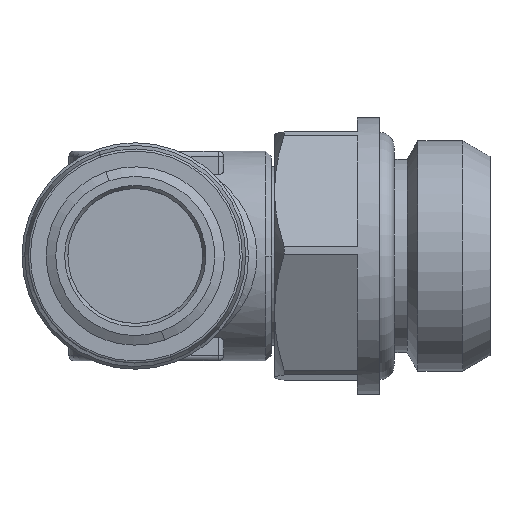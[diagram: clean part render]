
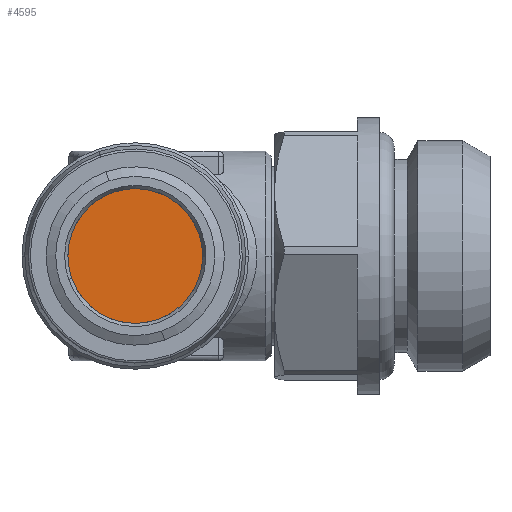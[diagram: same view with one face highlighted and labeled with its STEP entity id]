
A CAD part, left-side view. The second image highlights one B-rep face of the part: STEP entity #4595.
In plain terms, the highlighted planar face has unit normal (-1, 0, 0).
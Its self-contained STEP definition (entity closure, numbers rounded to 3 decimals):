
#185 = AXIS2_PLACEMENT_3D ( 'NONE', #6126, #6127, #6128 ) ;
#187 = AXIS2_PLACEMENT_3D ( 'NONE', #6135, #6136, #6137 ) ;
#194 = AXIS2_PLACEMENT_3D ( 'NONE', #6174, #6175, #6176 ) ;
#1466 = EDGE_CURVE ( 'NONE', #3469, #3470, #1899, .T. ) ;
#1540 = EDGE_CURVE ( 'NONE', #3523, #3400, #4959, .T. ) ;
#1541 = EDGE_CURVE ( 'NONE', #3403, #3416, #4953, .T. ) ;
#1542 = EDGE_CURVE ( 'NONE', #3380, #3523, #4961, .T. ) ;
#1543 = EDGE_CURVE ( 'NONE', #3470, #3469, #4963, .T. ) ;
#1544 = EDGE_CURVE ( 'NONE', #3532, #3530, #4965, .T. ) ;
#1545 = EDGE_CURVE ( 'NONE', #3532, #3399, #4960, .T. ) ;
#1546 = EDGE_CURVE ( 'NONE', #3398, #3527, #4966, .T. ) ;
#1547 = EDGE_CURVE ( 'NONE', #3527, #3530, #4969, .T. ) ;
#1653 = AXIS2_PLACEMENT_3D ( 'NONE', #6300, #6301, #6302 ) ;
#1681 = AXIS2_PLACEMENT_3D ( 'NONE', #5193, #5194, #5195 ) ;
#1682 = AXIS2_PLACEMENT_3D ( 'NONE', #5199, #5200, #5201 ) ;
#1683 = AXIS2_PLACEMENT_3D ( 'NONE', #5203, #5204, #5205 ) ;
#1684 = AXIS2_PLACEMENT_3D ( 'NONE', #5207, #5208, #5209 ) ;
#1774 = EDGE_LOOP ( 'NONE', ( #3799, #3800, #3801, #3802, #3803 ) ) ;
#1829 = EDGE_LOOP ( 'NONE', ( #3797, #3798 ) ) ;
#1832 = EDGE_LOOP ( 'NONE', ( #3792, #3793, #3794, #3795, #3796 ) ) ;
#1899 = CIRCLE ( 'NONE', #1653, 7.55 ) ;
#2794 = AXIS2_PLACEMENT_3D ( 'NONE', #6924, #6925, #6926 ) ;
#3380 = VERTEX_POINT ( 'NONE', #8005 ) ;
#3398 = VERTEX_POINT ( 'NONE', #8023 ) ;
#3399 = VERTEX_POINT ( 'NONE', #8024 ) ;
#3400 = VERTEX_POINT ( 'NONE', #8025 ) ;
#3403 = VERTEX_POINT ( 'NONE', #8028 ) ;
#3416 = VERTEX_POINT ( 'NONE', #8041 ) ;
#3469 = VERTEX_POINT ( 'NONE', #8229 ) ;
#3470 = VERTEX_POINT ( 'NONE', #8230 ) ;
#3523 = VERTEX_POINT ( 'NONE', #8283 ) ;
#3527 = VERTEX_POINT ( 'NONE', #8287 ) ;
#3530 = VERTEX_POINT ( 'NONE', #8290 ) ;
#3532 = VERTEX_POINT ( 'NONE', #8292 ) ;
#3792 = ORIENTED_EDGE ( 'NONE', *, *, #1540, .T. ) ;
#3793 = ORIENTED_EDGE ( 'NONE', *, *, #6658, .T. ) ;
#3794 = ORIENTED_EDGE ( 'NONE', *, *, #1541, .T. ) ;
#3795 = ORIENTED_EDGE ( 'NONE', *, *, #6674, .F. ) ;
#3796 = ORIENTED_EDGE ( 'NONE', *, *, #1542, .T. ) ;
#3797 = ORIENTED_EDGE ( 'NONE', *, *, #1466, .T. ) ;
#3798 = ORIENTED_EDGE ( 'NONE', *, *, #1543, .T. ) ;
#3799 = ORIENTED_EDGE ( 'NONE', *, *, #1544, .F. ) ;
#3800 = ORIENTED_EDGE ( 'NONE', *, *, #1545, .T. ) ;
#3801 = ORIENTED_EDGE ( 'NONE', *, *, #6654, .T. ) ;
#3802 = ORIENTED_EDGE ( 'NONE', *, *, #1546, .T. ) ;
#3803 = ORIENTED_EDGE ( 'NONE', *, *, #1547, .T. ) ;
#4595 = ADVANCED_FACE ( 'NONE', ( #6803, #6807, #6804 ), #6918, .T. ) ;
#4953 = LINE ( 'NONE', #5192, #4962 ) ;
#4959 = CIRCLE ( 'NONE', #1681, 6.1 ) ;
#4960 = LINE ( 'NONE', #5202, #4968 ) ;
#4961 = LINE ( 'NONE', #5196, #4964 ) ;
#4962 = VECTOR ( 'NONE', #5187, 1000. ) ;
#4963 = CIRCLE ( 'NONE', #1682, 7.55 ) ;
#4964 = VECTOR ( 'NONE', #5197, 1000. ) ;
#4965 = CIRCLE ( 'NONE', #1683, 7.45 ) ;
#4966 = CIRCLE ( 'NONE', #1684, 6.1 ) ;
#4968 = VECTOR ( 'NONE', #5198, 1000. ) ;
#4969 = LINE ( 'NONE', #5206, #4971 ) ;
#4971 = VECTOR ( 'NONE', #5191, 1000. ) ;
#5187 = DIRECTION ( 'NONE',  ( 0., -0.331, -0.944 ) ) ;
#5191 = DIRECTION ( 'NONE',  ( 0., 0.331, 0.944 ) ) ;
#5192 = CARTESIAN_POINT ( 'NONE',  ( -25., 26.272, -0.166 ) ) ;
#5193 = CARTESIAN_POINT ( 'NONE',  ( -25., 25.8, 0. ) ) ;
#5194 = DIRECTION ( 'NONE',  ( -1., 0., 0. ) ) ;
#5195 = DIRECTION ( 'NONE',  ( 0., -1., 0. ) ) ;
#5196 = CARTESIAN_POINT ( 'NONE',  ( -25., 26.272, -0.166 ) ) ;
#5197 = DIRECTION ( 'NONE',  ( 0., -0.331, -0.944 ) ) ;
#5198 = DIRECTION ( 'NONE',  ( 0., 0.331, 0.944 ) ) ;
#5199 = CARTESIAN_POINT ( 'NONE',  ( -25., 25.8, 0. ) ) ;
#5200 = DIRECTION ( 'NONE',  ( -1., 0., 0. ) ) ;
#5201 = DIRECTION ( 'NONE',  ( 0., -1., 0. ) ) ;
#5202 = CARTESIAN_POINT ( 'NONE',  ( -25., 25.328, 0.166 ) ) ;
#5203 = CARTESIAN_POINT ( 'NONE',  ( -25., 25.8, 0. ) ) ;
#5204 = DIRECTION ( 'NONE',  ( -1., 0., 0. ) ) ;
#5205 = DIRECTION ( 'NONE',  ( 0., -1., 0. ) ) ;
#5206 = CARTESIAN_POINT ( 'NONE',  ( -25., 25.328, 0.166 ) ) ;
#5207 = CARTESIAN_POINT ( 'NONE',  ( -25., 25.8, 0. ) ) ;
#5208 = DIRECTION ( 'NONE',  ( -1., 0., 0. ) ) ;
#5209 = DIRECTION ( 'NONE',  ( 0., -1., 0. ) ) ;
#5601 = CIRCLE ( 'NONE', #185, 6.1 ) ;
#5613 = CIRCLE ( 'NONE', #187, 6.1 ) ;
#5634 = CIRCLE ( 'NONE', #194, 7.45 ) ;
#6126 = CARTESIAN_POINT ( 'NONE',  ( -25., 25.8, 0. ) ) ;
#6127 = DIRECTION ( 'NONE',  ( -1., 0., 0. ) ) ;
#6128 = DIRECTION ( 'NONE',  ( 0., -1., 0. ) ) ;
#6135 = CARTESIAN_POINT ( 'NONE',  ( -25., 25.8, 0. ) ) ;
#6136 = DIRECTION ( 'NONE',  ( -1., 0., 0. ) ) ;
#6137 = DIRECTION ( 'NONE',  ( 0., -1., 0. ) ) ;
#6174 = CARTESIAN_POINT ( 'NONE',  ( -25., 25.8, 0. ) ) ;
#6175 = DIRECTION ( 'NONE',  ( -1., 0., 0. ) ) ;
#6176 = DIRECTION ( 'NONE',  ( 0., -1., 0. ) ) ;
#6300 = CARTESIAN_POINT ( 'NONE',  ( -25., 25.8, 0. ) ) ;
#6301 = DIRECTION ( 'NONE',  ( -1., 0., 0. ) ) ;
#6302 = DIRECTION ( 'NONE',  ( 0., -1., 0. ) ) ;
#6654 = EDGE_CURVE ( 'NONE', #3399, #3398, #5601, .T. ) ;
#6658 = EDGE_CURVE ( 'NONE', #3400, #3403, #5613, .T. ) ;
#6674 = EDGE_CURVE ( 'NONE', #3380, #3416, #5634, .T. ) ;
#6803 = FACE_BOUND ( 'NONE', #1832, .T. ) ;
#6804 = FACE_BOUND ( 'NONE', #1774, .T. ) ;
#6807 = FACE_OUTER_BOUND ( 'NONE', #1829, .T. ) ;
#6918 = PLANE ( 'NONE',  #2794 ) ;
#6924 = CARTESIAN_POINT ( 'NONE',  ( -25., 25.8, 0. ) ) ;
#6925 = DIRECTION ( 'NONE',  ( -1., 0., 0. ) ) ;
#6926 = DIRECTION ( 'NONE',  ( 0., -1., 0. ) ) ;
#8005 = CARTESIAN_POINT ( 'NONE',  ( -25., 28.735, 6.848 ) ) ;
#8023 = CARTESIAN_POINT ( 'NONE',  ( -25., 20.045, 2.021 ) ) ;
#8024 = CARTESIAN_POINT ( 'NONE',  ( -25., 23.314, -5.57 ) ) ;
#8025 = CARTESIAN_POINT ( 'NONE',  ( -25., 31.555, -2.021 ) ) ;
#8028 = CARTESIAN_POINT ( 'NONE',  ( -25., 24.257, -5.902 ) ) ;
#8041 = CARTESIAN_POINT ( 'NONE',  ( -25., 23.809, -7.179 ) ) ;
#8229 = CARTESIAN_POINT ( 'NONE',  ( -25., 25.8, -7.55 ) ) ;
#8230 = CARTESIAN_POINT ( 'NONE',  ( -25., 25.8, 7.55 ) ) ;
#8283 = CARTESIAN_POINT ( 'NONE',  ( -25., 28.286, 5.57 ) ) ;
#8287 = CARTESIAN_POINT ( 'NONE',  ( -25., 27.343, 5.902 ) ) ;
#8290 = CARTESIAN_POINT ( 'NONE',  ( -25., 27.791, 7.179 ) ) ;
#8292 = CARTESIAN_POINT ( 'NONE',  ( -25., 22.865, -6.848 ) ) ;
